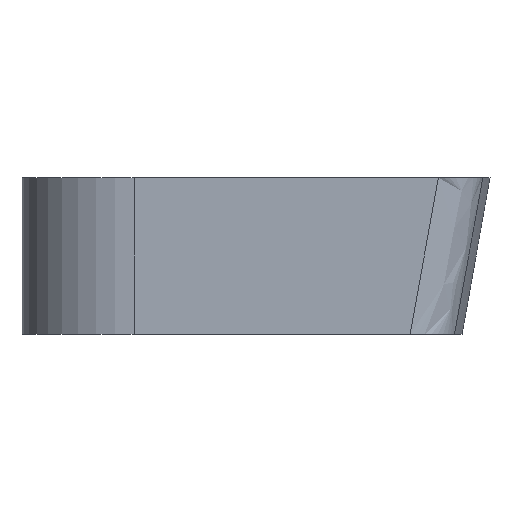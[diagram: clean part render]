
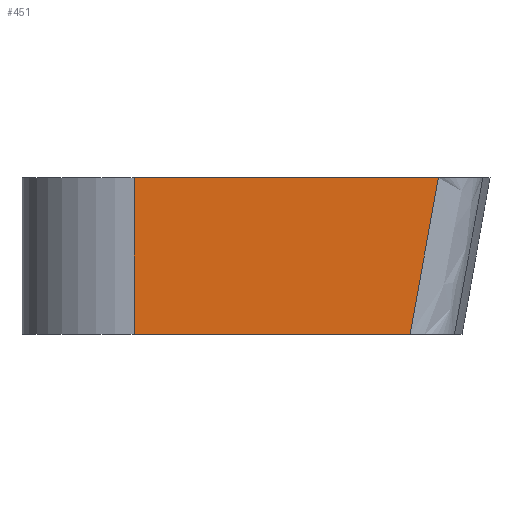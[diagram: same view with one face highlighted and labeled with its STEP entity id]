
A CAD part, front view. The second image highlights one B-rep face of the part: STEP entity #451.
In plain terms, the highlighted planar face has unit normal (0, -1, 0).
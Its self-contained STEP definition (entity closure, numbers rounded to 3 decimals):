
#33=LINE('',#752,#71);
#34=LINE('',#754,#72);
#35=LINE('',#755,#73);
#71=VECTOR('',#526,10.);
#72=VECTOR('',#527,10.);
#73=VECTOR('',#528,10.);
#109=PLANE('',#489);
#125=FACE_OUTER_BOUND('',#150,.T.);
#150=EDGE_LOOP('',(#312,#313,#314,#315));
#175=B_SPLINE_CURVE_WITH_KNOTS('',3,(#698,#699,#700,#701),.UNSPECIFIED.,
 .F.,.F.,(4,4),(-0.88,-0.168),.UNSPECIFIED.);
#194=VERTEX_POINT('',#650);
#195=VERTEX_POINT('',#697);
#197=VERTEX_POINT('',#751);
#198=VERTEX_POINT('',#753);
#240=EDGE_CURVE('',#194,#195,#175,.T.);
#243=EDGE_CURVE('',#194,#197,#33,.T.);
#244=EDGE_CURVE('',#198,#197,#34,.T.);
#245=EDGE_CURVE('',#198,#195,#35,.T.);
#312=ORIENTED_EDGE('',*,*,#240,.F.);
#313=ORIENTED_EDGE('',*,*,#243,.T.);
#314=ORIENTED_EDGE('',*,*,#244,.F.);
#315=ORIENTED_EDGE('',*,*,#245,.T.);
#451=ADVANCED_FACE('',(#125),#109,.F.);
#489=AXIS2_PLACEMENT_3D('',#750,#524,#525);
#524=DIRECTION('center_axis',(0.,1.,0.));
#525=DIRECTION('ref_axis',(1.,0.,0.));
#526=DIRECTION('',(-1.,0.,0.));
#527=DIRECTION('',(0.,0.,1.));
#528=DIRECTION('',(1.,0.,0.));
#650=CARTESIAN_POINT('',(53.304,-7.066,73.8));
#697=CARTESIAN_POINT('',(52.038,-7.066,66.8));
#698=CARTESIAN_POINT('Ctrl Pts',(53.304,-7.066,73.8));
#699=CARTESIAN_POINT('Ctrl Pts',(52.883,-7.066,71.467));
#700=CARTESIAN_POINT('Ctrl Pts',(52.461,-7.066,69.133));
#701=CARTESIAN_POINT('Ctrl Pts',(52.038,-7.066,66.8));
#750=CARTESIAN_POINT('Origin',(27.475,-7.066,71.8));
#751=CARTESIAN_POINT('',(39.725,-7.066,73.8));
#752=CARTESIAN_POINT('',(37.025,-7.066,73.8));
#753=CARTESIAN_POINT('',(39.725,-7.066,66.8));
#754=CARTESIAN_POINT('',(39.725,-7.066,71.05));
#755=CARTESIAN_POINT('',(24.672,-7.066,66.8));
